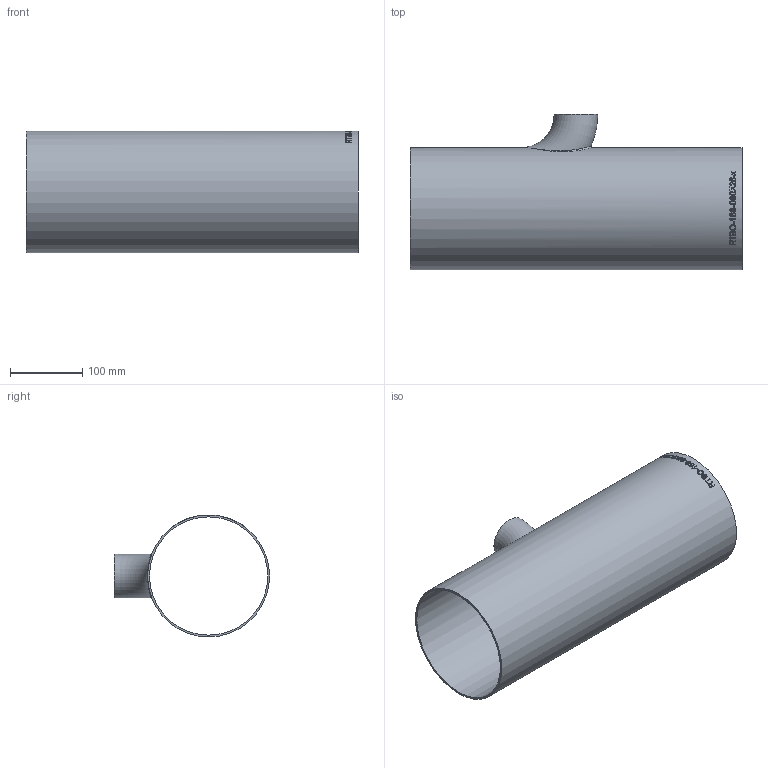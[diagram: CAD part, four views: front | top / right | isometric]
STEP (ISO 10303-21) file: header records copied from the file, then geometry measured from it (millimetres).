
FILE_DESCRIPTION (( 'STEP AP214' ), '1' );
FILE_NAME ('RTBO-168-060X26-x T-Bogen reduziert 2005.STEP', '2020-05-26T09:41:16', ( '' ), ( '' ), 'SwSTEP 2.0', 'SolidWorks 2019', '' );
FILE_SCHEMA (( 'AUTOMOTIVE_DESIGN' ));
Length unit declared in the file: millimetre
Products named in the file (1): RTBO-168-060X26-x T-Bogen reduziert 2005
Bounding box: 458 x 214.15 x 168.3 mm (x, y, z)
Volume: 629708 mm3; surface area: 492552.8 mm2
Topology: 1 solids, 1 shells, 242 faces, 632 edges, 421 vertices
Faces by surface type: bspline 152, plane 57, cylinder 30, torus 3
Full cylindrical faces by diameter (mm): 163.1 x1, 168.3 x1
Entity records: 44351 total; most frequent: CARTESIAN_POINT 37304, ORIENTED_EDGE 1248, EDGE_CURVE 624, B_SPLINE_CURVE_WITH_KNOTS 470, VERTEX_POINT 418, DIRECTION 413, EDGE_LOOP 280, FACE_OUTER_BOUND 247
